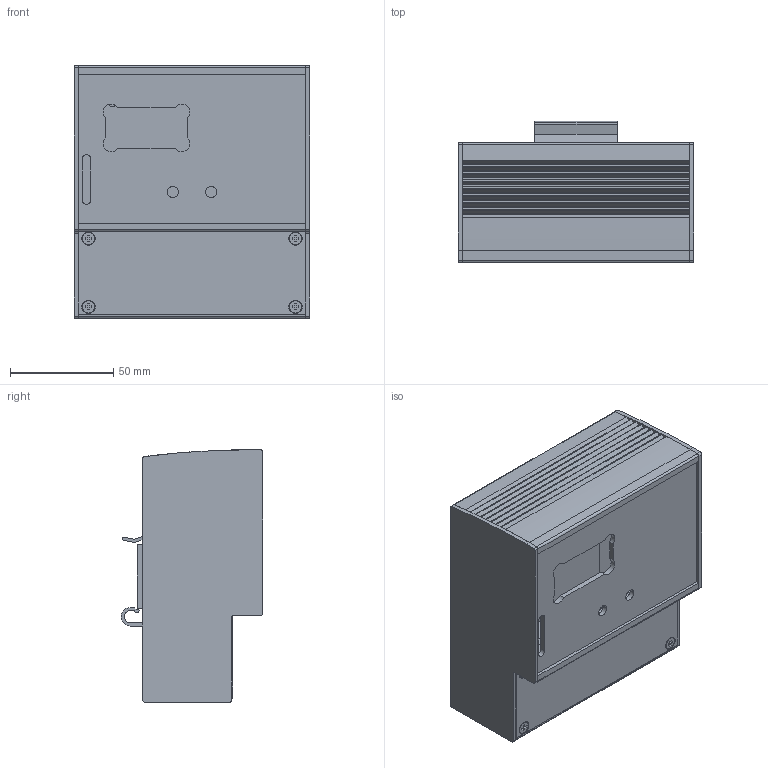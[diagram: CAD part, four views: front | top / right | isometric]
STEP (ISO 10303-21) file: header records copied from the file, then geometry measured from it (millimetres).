
FILE_DESCRIPTION((''),'2;1');
FILE_NAME('090826.3.stp','2011-05-26T16:30:19',(''),(''),'Mechanical Desktop 2009','Mechanical Desktop 2009',', , ');
FILE_SCHEMA(('CONFIG_CONTROL_DESIGN'));
Length unit declared in the file: millimetre
Products named in the file (23): E0908263; E0801092; E0801092A; E0708103; E0708103A; E0708203A; E0708203; E0801095; TEIL1; 1; 432028926; TEIL2; SENKSCHRAUBE_FORM H_M3X6A; SENKSCHRAUBE_FORM H_M3X6; E0801118A; E0801118; I-6KT_GEWINDESTIFT_M3X6A; I-6KT_GEWINDESTIFT_M3X6; E0810201; E0810201A; LINSENBLECHSCHR_ST2_9X6_5_FORM_FA; LINSENBLECHSCHR_ST2_9X6_5_FORM_F; RM_SDB
Assembly tree (31 placements, depth 3):
  E0908263
    E0801092
      E0801092A
    E0708103  x2
      E0708103A
    E0708203A
      E0708203
    E0801095
      TEIL1
      1  x2
      432028926
      TEIL2  x2
    SENKSCHRAUBE_FORM H_M3X6A  x4
      SENKSCHRAUBE_FORM H_M3X6
    E0801118A
      E0801118
    I-6KT_GEWINDESTIFT_M3X6A
      I-6KT_GEWINDESTIFT_M3X6
    E0810201
      E0810201A
    LINSENBLECHSCHR_ST2_9X6_5_FORM_FA  x2
      LINSENBLECHSCHR_ST2_9X6_5_FORM_F
    RM_SDB  x3
Bounding box: 114 x 68.5 x 122 mm (x, y, z)
Volume: 205504.9 mm3; surface area: 155734 mm2
Topology: 19 solids, 19 shells, 1780 faces, 4762 edges, 3165 vertices
Faces by surface type: plane 1420, cylinder 279, cone 46, bspline 35
Entity records: 40851 total; most frequent: CARTESIAN_POINT 7936, ORIENTED_EDGE 6854, DIRECTION 6392, EDGE_CURVE 3427, VECTOR 2970, LINE 2970, VERTEX_POINT 2235, AXIS2_PLACEMENT_3D 1711
